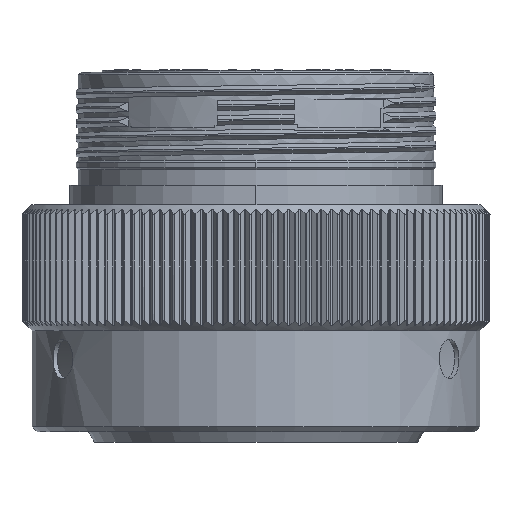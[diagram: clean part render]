
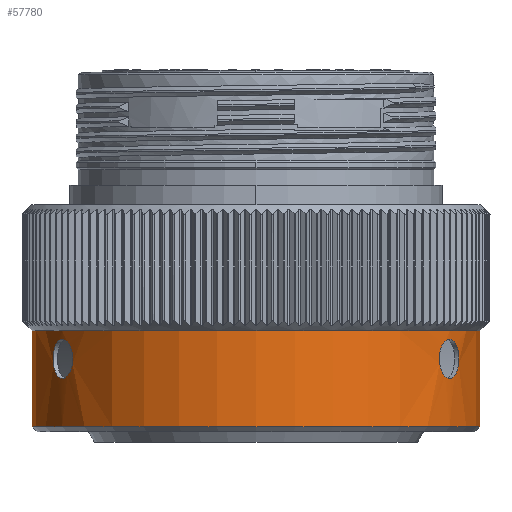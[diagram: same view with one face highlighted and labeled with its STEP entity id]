
A CAD part, left-side view. The second image highlights one B-rep face of the part: STEP entity #57780.
In plain terms, the highlighted cylindrical face has radius 22.85 mm (diameter 45.7 mm), a partial arc.
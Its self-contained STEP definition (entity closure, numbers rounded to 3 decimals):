
#3679=CARTESIAN_POINT('',(0.,0.,-2.64));
#3680=DIRECTION('',(0.,0.,-1.));
#3681=DIRECTION('',(0.,-1.,0.));
#3682=AXIS2_PLACEMENT_3D('',#3679,#3680,#3681);
#13577=DIRECTION('',(0.,0.,-1.));
#13578=VECTOR('',#13577,9.8);
#13579=CARTESIAN_POINT('',(0.,-22.85,-2.64));
#13580=LINE('',#13579,#13578);
#13581=DIRECTION('',(0.,0.,1.));
#13582=VECTOR('',#13581,9.8);
#13583=CARTESIAN_POINT('',(0.,22.85,-12.44));
#13584=LINE('',#13583,#13582);
#13589=CARTESIAN_POINT('',(0.,0.,-12.44));
#13590=DIRECTION('',(0.,0.,1.));
#13591=DIRECTION('',(0.,1.,0.));
#13592=AXIS2_PLACEMENT_3D('',#13589,#13590,#13591);
#30114=CARTESIAN_POINT('',(-11.425,19.789,-3.49));
#30115=CARTESIAN_POINT('',(-11.573,19.703,-3.49));
#30116=CARTESIAN_POINT('',(-11.871,19.527,
-3.533));
#30117=CARTESIAN_POINT('',(-12.3,19.259,
-3.744));
#30118=CARTESIAN_POINT('',(-12.647,19.032,
-4.067));
#30119=CARTESIAN_POINT('',(-12.911,18.853,
-4.484));
#30120=CARTESIAN_POINT('',(-13.076,18.739,
-4.971));
#30121=CARTESIAN_POINT('',(-13.132,18.7,
-5.493));
#30122=CARTESIAN_POINT('',(-13.075,18.74,
-6.014));
#30123=CARTESIAN_POINT('',(-12.91,18.854,
-6.499));
#30124=CARTESIAN_POINT('',(-12.641,19.036,
-6.921));
#30125=CARTESIAN_POINT('',(-12.294,19.263,
-7.24));
#30126=CARTESIAN_POINT('',(-11.871,19.526,
-7.446));
#30127=CARTESIAN_POINT('',(-11.574,19.703,-7.49));
#30128=CARTESIAN_POINT('',(-11.425,19.789,-7.49));
#30134=CARTESIAN_POINT('',(-11.425,19.789,-7.49));
#30135=CARTESIAN_POINT('',(-11.277,19.874,-7.49));
#30136=CARTESIAN_POINT('',(-10.975,20.044,
-7.447));
#30137=CARTESIAN_POINT('',(-10.53,20.281,
-7.238));
#30138=CARTESIAN_POINT('',(-10.16,20.468,
-6.915));
#30139=CARTESIAN_POINT('',(-9.873,20.608,
-6.498));
#30140=CARTESIAN_POINT('',(-9.69,20.694,
-6.011));
#30141=CARTESIAN_POINT('',(-9.628,20.722,
-5.489));
#30142=CARTESIAN_POINT('',(-9.691,20.693,
-4.967));
#30143=CARTESIAN_POINT('',(-9.873,20.608,
-4.481));
#30144=CARTESIAN_POINT('',(-10.165,20.466,
-4.059));
#30145=CARTESIAN_POINT('',(-10.535,20.278,
-3.74));
#30146=CARTESIAN_POINT('',(-10.974,20.044,
-3.534));
#30147=CARTESIAN_POINT('',(-11.276,19.875,-3.49));
#30148=CARTESIAN_POINT('',(-11.425,19.789,-3.49));
#30186=CARTESIAN_POINT('',(-11.425,-19.789,-3.49));
#30187=CARTESIAN_POINT('',(-11.278,-19.873,-3.49));
#30188=CARTESIAN_POINT('',(-10.981,-20.04,
-3.533));
#30189=CARTESIAN_POINT('',(-10.547,-20.272,
-3.733));
#30190=CARTESIAN_POINT('',(-10.177,-20.46,
-4.046));
#30191=CARTESIAN_POINT('',(-9.88,-20.604,
-4.467));
#30192=CARTESIAN_POINT('',(-9.696,-20.691,
-4.948));
#30193=CARTESIAN_POINT('',(-9.628,-20.723,
-5.47));
#30194=CARTESIAN_POINT('',(-9.687,-20.695,
-5.996));
#30195=CARTESIAN_POINT('',(-9.862,-20.613,
-6.477));
#30196=CARTESIAN_POINT('',(-10.158,-20.469,
-6.915));
#30197=CARTESIAN_POINT('',(-10.533,-20.279,
-7.239));
#30198=CARTESIAN_POINT('',(-10.977,-20.043,
-7.447));
#30199=CARTESIAN_POINT('',(-11.277,-19.874,-7.49));
#30200=CARTESIAN_POINT('',(-11.425,-19.789,-7.49));
#30206=CARTESIAN_POINT('',(-11.425,-19.789,-7.49));
#30207=CARTESIAN_POINT('',(-11.573,-19.703,-7.49));
#30208=CARTESIAN_POINT('',(-11.871,-19.527,
-7.447));
#30209=CARTESIAN_POINT('',(-12.3,-19.259,
-7.236));
#30210=CARTESIAN_POINT('',(-12.647,-19.032,
-6.913));
#30211=CARTESIAN_POINT('',(-12.911,-18.853,
-6.496));
#30212=CARTESIAN_POINT('',(-13.076,-18.739,
-6.009));
#30213=CARTESIAN_POINT('',(-13.132,-18.7,
-5.487));
#30214=CARTESIAN_POINT('',(-13.075,-18.74,
-4.965));
#30215=CARTESIAN_POINT('',(-12.91,-18.854,
-4.481));
#30216=CARTESIAN_POINT('',(-12.641,-19.036,
-4.059));
#30217=CARTESIAN_POINT('',(-12.294,-19.263,
-3.74));
#30218=CARTESIAN_POINT('',(-11.871,-19.527,
-3.534));
#30219=CARTESIAN_POINT('',(-11.574,-19.703,-3.49));
#30220=CARTESIAN_POINT('',(-11.425,-19.789,-3.49));
#40757=CARTESIAN_POINT('',(0.,-22.85,-2.64));
#40758=VERTEX_POINT('',#40757);
#40759=CARTESIAN_POINT('',(0.,22.85,-2.64));
#40760=VERTEX_POINT('',#40759);
#41424=CARTESIAN_POINT('',(0.,22.85,-12.44));
#41425=VERTEX_POINT('',#41424);
#41426=CARTESIAN_POINT('',(0.,-22.85,-12.44));
#41427=VERTEX_POINT('',#41426);
#41430=VERTEX_POINT('',#30114);
#41431=VERTEX_POINT('',#30128);
#41432=VERTEX_POINT('',#30186);
#41433=VERTEX_POINT('',#30200);
#57756=CARTESIAN_POINT('',(0.,0.,11.42));
#57757=DIRECTION('',(0.,0.,-1.));
#57758=DIRECTION('',(0.,-1.,0.));
#57759=AXIS2_PLACEMENT_3D('',#57756,#57757,#57758);
#57760=CYLINDRICAL_SURFACE('',#57759,22.85);
#57761=ORIENTED_EDGE('',*,*,#49604,.F.);
#57762=ORIENTED_EDGE('',*,*,#57745,.T.);
#57764=ORIENTED_EDGE('',*,*,#57763,.F.);
#57765=ORIENTED_EDGE('',*,*,#57741,.T.);
#57766=EDGE_LOOP('',(#57761,#57762,#57764,#57765));
#57767=FACE_OUTER_BOUND('',#57766,.F.);
#57769=ORIENTED_EDGE('',*,*,#57768,.F.);
#57771=ORIENTED_EDGE('',*,*,#57770,.F.);
#57772=EDGE_LOOP('',(#57769,#57771));
#57773=FACE_BOUND('',#57772,.F.);
#57775=ORIENTED_EDGE('',*,*,#57774,.F.);
#57777=ORIENTED_EDGE('',*,*,#57776,.F.);
#57778=EDGE_LOOP('',(#57775,#57777));
#57779=FACE_BOUND('',#57778,.F.);
#57780=ADVANCED_FACE('',(#57767,#57773,#57779),#57760,.T.);
#3683=CIRCLE('',#3682,22.85);
#13593=CIRCLE('',#13592,22.85);
#30129=B_SPLINE_CURVE_WITH_KNOTS('',3,(#30114,#30115,#30116,#30117,#30118,
#30119,#30120,#30121,#30122,#30123,#30124,#30125,#30126,#30127,#30128),
.UNSPECIFIED.,.F.,.F.,(4,1,1,1,1,1,1,1,1,1,1,1,4),(0.,0.083,
0.167,0.25,0.333,0.417,0.5,
0.583,0.667,0.75,0.833,0.917,
1.),.UNSPECIFIED.);
#30149=B_SPLINE_CURVE_WITH_KNOTS('',3,(#30134,#30135,#30136,#30137,#30138,
#30139,#30140,#30141,#30142,#30143,#30144,#30145,#30146,#30147,#30148),
.UNSPECIFIED.,.F.,.F.,(4,1,1,1,1,1,1,1,1,1,1,1,4),(0.,0.083,
0.167,0.25,0.333,0.417,0.5,
0.583,0.667,0.75,0.833,0.917,
1.),.UNSPECIFIED.);
#30201=B_SPLINE_CURVE_WITH_KNOTS('',3,(#30186,#30187,#30188,#30189,#30190,
#30191,#30192,#30193,#30194,#30195,#30196,#30197,#30198,#30199,#30200),
.UNSPECIFIED.,.F.,.F.,(4,1,1,1,1,1,1,1,1,1,1,1,4),(0.,0.083,
0.167,0.25,0.333,0.417,0.5,
0.583,0.667,0.75,0.833,0.917,
1.),.UNSPECIFIED.);
#30221=B_SPLINE_CURVE_WITH_KNOTS('',3,(#30206,#30207,#30208,#30209,#30210,
#30211,#30212,#30213,#30214,#30215,#30216,#30217,#30218,#30219,#30220),
.UNSPECIFIED.,.F.,.F.,(4,1,1,1,1,1,1,1,1,1,1,1,4),(0.,0.083,
0.167,0.25,0.333,0.417,0.5,
0.583,0.667,0.75,0.833,0.917,
1.),.UNSPECIFIED.);
#49604=EDGE_CURVE('',#40758,#40760,#3683,.T.);
#57741=EDGE_CURVE('',#41425,#40760,#13584,.T.);
#57745=EDGE_CURVE('',#40758,#41427,#13580,.T.);
#57763=EDGE_CURVE('',#41425,#41427,#13593,.T.);
#57768=EDGE_CURVE('',#41430,#41431,#30129,.T.);
#57770=EDGE_CURVE('',#41431,#41430,#30149,.T.);
#57774=EDGE_CURVE('',#41432,#41433,#30201,.T.);
#57776=EDGE_CURVE('',#41433,#41432,#30221,.T.);
